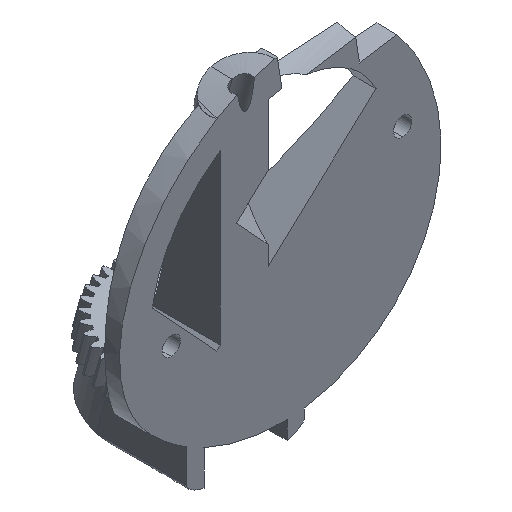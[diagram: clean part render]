
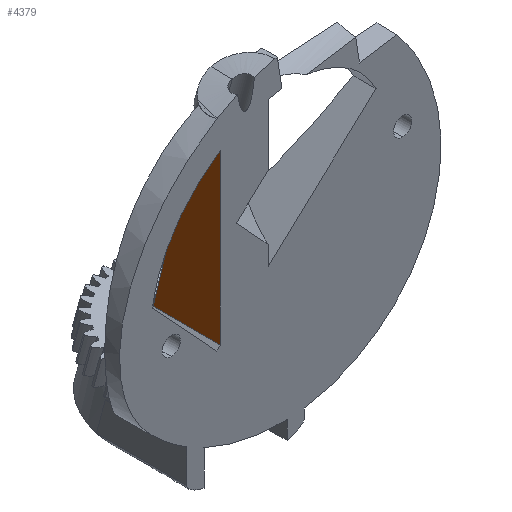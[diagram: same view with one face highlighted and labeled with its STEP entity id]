
A CAD part, isometric view. The second image highlights one B-rep face of the part: STEP entity #4379.
In plain terms, the highlighted planar face has unit normal (-1, 0, 0).
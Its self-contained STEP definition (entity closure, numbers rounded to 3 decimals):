
#185 = CARTESIAN_POINT ( 'NONE',  ( -6.589, 0., -10.13 ) ) ;
#210 = LINE ( 'NONE', #1710, #5664 ) ;
#322 = CARTESIAN_POINT ( 'NONE',  ( -6.589, 3.678, 12.868 ) ) ;
#401 = ORIENTED_EDGE ( 'NONE', *, *, #4818, .T. ) ;
#454 = FACE_OUTER_BOUND ( 'NONE', #1620, .T. ) ;
#582 = AXIS2_PLACEMENT_3D ( 'NONE', #2088, #4166, #1089 ) ;
#595 = PLANE ( 'NONE',  #582 ) ;
#1089 = DIRECTION ( 'NONE',  ( 0., 0., -1. ) ) ;
#1225 = VERTEX_POINT ( 'NONE', #2766 ) ;
#1290 = CARTESIAN_POINT ( 'NONE',  ( -6.589, 0., 12.868 ) ) ;
#1401 = CARTESIAN_POINT ( 'NONE',  ( -6.589, 20.054, -10.13 ) ) ;
#1544 = LINE ( 'NONE', #1401, #3637 ) ;
#1620 = EDGE_LOOP ( 'NONE', ( #5556, #401, #3294, #2498 ) ) ;
#1710 = CARTESIAN_POINT ( 'NONE',  ( -6.589, 20.054, 12.868 ) ) ;
#1912 = DIRECTION ( 'NONE',  ( 0., -1., 0. ) ) ;
#2014 = CARTESIAN_POINT ( 'NONE',  ( -6.589, 0., 12.868 ) ) ;
#2088 = CARTESIAN_POINT ( 'NONE',  ( -6.589, 20.054, 12.868 ) ) ;
#2323 = CARTESIAN_POINT ( 'NONE',  ( -6.589, 7.257, -2.483 ) ) ;
#2498 = ORIENTED_EDGE ( 'NONE', *, *, #6447, .F. ) ;
#2766 = CARTESIAN_POINT ( 'NONE',  ( -6.589, 3.678, 12.868 ) ) ;
#2942 = EDGE_CURVE ( 'NONE', #3368, #6553, #6194, .T. ) ;
#3051 = CARTESIAN_POINT ( 'NONE',  ( -6.589, 9.167, -10.13 ) ) ;
#3294 = ORIENTED_EDGE ( 'NONE', *, *, #2942, .T. ) ;
#3366 = CARTESIAN_POINT ( 'NONE',  ( -6.589, 5.431, 5.184 ) ) ;
#3368 = VERTEX_POINT ( 'NONE', #185 ) ;
#3561 = DIRECTION ( 'NONE',  ( 0., 0., 1. ) ) ;
#3597 = VECTOR ( 'NONE', #3561, 1000. ) ;
#3637 = VECTOR ( 'NONE', #1912, 1000. ) ;
#3761 = DIRECTION ( 'NONE',  ( 0., -1., 0. ) ) ;
#4166 = DIRECTION ( 'NONE',  ( -1., 0., 0. ) ) ;
#4167 = EDGE_CURVE ( 'NONE', #6185, #1225, #4808, .T. ) ;
#4379 = ADVANCED_FACE ( 'NONE', ( #454 ), #595, .T. ) ;
#4601 = CARTESIAN_POINT ( 'NONE',  ( -6.589, 9.167, -10.13 ) ) ;
#4808 = B_SPLINE_CURVE_WITH_KNOTS ( 'NONE', 3,
 ( #4601, #2323, #3366, #322 ),
 .UNSPECIFIED., .F., .F.,
 ( 4, 4 ),
 ( 0., 0.024 ),
 .UNSPECIFIED. ) ;
#4818 = EDGE_CURVE ( 'NONE', #6185, #3368, #1544, .T. ) ;
#5556 = ORIENTED_EDGE ( 'NONE', *, *, #4167, .F. ) ;
#5664 = VECTOR ( 'NONE', #3761, 1000. ) ;
#6185 = VERTEX_POINT ( 'NONE', #3051 ) ;
#6194 = LINE ( 'NONE', #2014, #3597 ) ;
#6447 = EDGE_CURVE ( 'NONE', #1225, #6553, #210, .T. ) ;
#6553 = VERTEX_POINT ( 'NONE', #1290 ) ;
